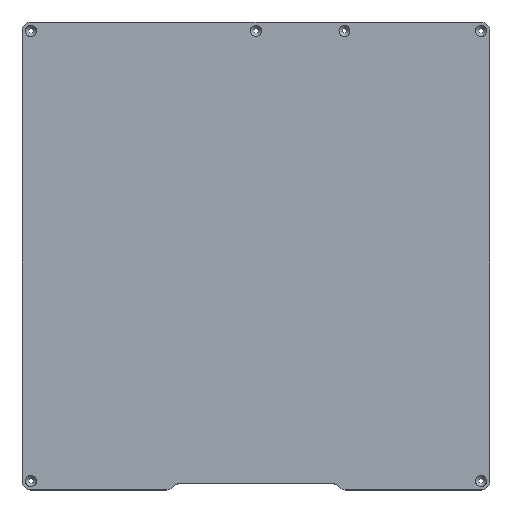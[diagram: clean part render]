
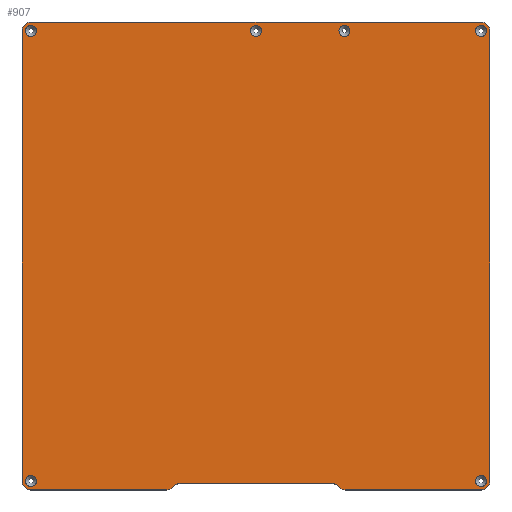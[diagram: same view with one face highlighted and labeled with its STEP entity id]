
A CAD part, top view. The second image highlights one B-rep face of the part: STEP entity #907.
In plain terms, the highlighted planar face has unit normal (0, 0, 1).
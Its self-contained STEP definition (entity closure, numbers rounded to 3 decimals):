
#21=FACE_BOUND('',#212,.T.);
#22=FACE_BOUND('',#213,.T.);
#23=FACE_BOUND('',#214,.T.);
#24=FACE_BOUND('',#215,.T.);
#25=FACE_BOUND('',#216,.T.);
#26=FACE_BOUND('',#217,.T.);
#67=CIRCLE('',#991,9.5);
#68=CIRCLE('',#993,10.5);
#69=CIRCLE('',#996,10.5);
#70=CIRCLE('',#998,9.5);
#72=CIRCLE('',#1002,9.5);
#74=CIRCLE('',#1006,9.5);
#76=CIRCLE('',#1010,9.5);
#78=CIRCLE('',#1014,9.5);
#79=CIRCLE('',#1016,6.25);
#80=CIRCLE('',#1017,6.25);
#81=CIRCLE('',#1018,6.25);
#82=CIRCLE('',#1019,6.25);
#83=CIRCLE('',#1020,6.25);
#84=CIRCLE('',#1021,6.25);
#149=FACE_OUTER_BOUND('',#211,.T.);
#211=EDGE_LOOP('',(#755,#756,#757,#758,#759,#760,#761,#762,#763,#764,#765,
#766,#767,#768));
#212=EDGE_LOOP('',(#769));
#213=EDGE_LOOP('',(#770));
#214=EDGE_LOOP('',(#771));
#215=EDGE_LOOP('',(#772));
#216=EDGE_LOOP('',(#773));
#217=EDGE_LOOP('',(#774));
#275=LINE('',#1471,#353);
#280=LINE('',#1484,#358);
#284=LINE('',#1496,#362);
#287=LINE('',#1507,#365);
#291=LINE('',#1519,#369);
#295=LINE('',#1531,#373);
#353=VECTOR('',#1185,10.);
#358=VECTOR('',#1200,10.);
#362=VECTOR('',#1214,10.);
#365=VECTOR('',#1225,10.);
#369=VECTOR('',#1237,10.);
#373=VECTOR('',#1249,10.);
#435=VERTEX_POINT('',#1468);
#436=VERTEX_POINT('',#1470);
#437=VERTEX_POINT('',#1474);
#438=VERTEX_POINT('',#1478);
#439=VERTEX_POINT('',#1482);
#440=VERTEX_POINT('',#1486);
#441=VERTEX_POINT('',#1490);
#442=VERTEX_POINT('',#1494);
#444=VERTEX_POINT('',#1500);
#446=VERTEX_POINT('',#1505);
#448=VERTEX_POINT('',#1512);
#450=VERTEX_POINT('',#1517);
#452=VERTEX_POINT('',#1524);
#454=VERTEX_POINT('',#1529);
#455=VERTEX_POINT('',#1537);
#456=VERTEX_POINT('',#1539);
#457=VERTEX_POINT('',#1541);
#458=VERTEX_POINT('',#1543);
#459=VERTEX_POINT('',#1545);
#460=VERTEX_POINT('',#1547);
#531=EDGE_CURVE('',#435,#436,#275,.T.);
#534=EDGE_CURVE('',#437,#435,#67,.T.);
#536=EDGE_CURVE('',#438,#437,#68,.T.);
#538=EDGE_CURVE('',#439,#438,#280,.T.);
#540=EDGE_CURVE('',#440,#439,#69,.T.);
#542=EDGE_CURVE('',#441,#440,#70,.T.);
#544=EDGE_CURVE('',#442,#441,#284,.T.);
#547=EDGE_CURVE('',#444,#442,#72,.T.);
#549=EDGE_CURVE('',#446,#444,#287,.T.);
#553=EDGE_CURVE('',#448,#446,#74,.T.);
#555=EDGE_CURVE('',#450,#448,#291,.T.);
#559=EDGE_CURVE('',#452,#450,#76,.T.);
#561=EDGE_CURVE('',#454,#452,#295,.T.);
#564=EDGE_CURVE('',#436,#454,#78,.T.);
#565=EDGE_CURVE('',#455,#455,#79,.T.);
#566=EDGE_CURVE('',#456,#456,#80,.T.);
#567=EDGE_CURVE('',#457,#457,#81,.T.);
#568=EDGE_CURVE('',#458,#458,#82,.T.);
#569=EDGE_CURVE('',#459,#459,#83,.T.);
#570=EDGE_CURVE('',#460,#460,#84,.T.);
#755=ORIENTED_EDGE('',*,*,#531,.F.);
#756=ORIENTED_EDGE('',*,*,#534,.F.);
#757=ORIENTED_EDGE('',*,*,#536,.F.);
#758=ORIENTED_EDGE('',*,*,#538,.F.);
#759=ORIENTED_EDGE('',*,*,#540,.F.);
#760=ORIENTED_EDGE('',*,*,#542,.F.);
#761=ORIENTED_EDGE('',*,*,#544,.F.);
#762=ORIENTED_EDGE('',*,*,#547,.F.);
#763=ORIENTED_EDGE('',*,*,#549,.F.);
#764=ORIENTED_EDGE('',*,*,#553,.F.);
#765=ORIENTED_EDGE('',*,*,#555,.F.);
#766=ORIENTED_EDGE('',*,*,#559,.F.);
#767=ORIENTED_EDGE('',*,*,#561,.F.);
#768=ORIENTED_EDGE('',*,*,#564,.F.);
#769=ORIENTED_EDGE('',*,*,#565,.T.);
#770=ORIENTED_EDGE('',*,*,#566,.T.);
#771=ORIENTED_EDGE('',*,*,#567,.T.);
#772=ORIENTED_EDGE('',*,*,#568,.T.);
#773=ORIENTED_EDGE('',*,*,#569,.T.);
#774=ORIENTED_EDGE('',*,*,#570,.T.);
#867=PLANE('',#1015);
#907=ADVANCED_FACE('',(#149,#21,#22,#23,#24,#25,#26),#867,.T.);
#991=AXIS2_PLACEMENT_3D('',#1476,#1190,#1191);
#993=AXIS2_PLACEMENT_3D('',#1480,#1195,#1196);
#996=AXIS2_PLACEMENT_3D('',#1488,#1204,#1205);
#998=AXIS2_PLACEMENT_3D('',#1492,#1209,#1210);
#1002=AXIS2_PLACEMENT_3D('',#1502,#1220,#1221);
#1006=AXIS2_PLACEMENT_3D('',#1514,#1232,#1233);
#1010=AXIS2_PLACEMENT_3D('',#1526,#1244,#1245);
#1014=AXIS2_PLACEMENT_3D('',#1535,#1255,#1256);
#1015=AXIS2_PLACEMENT_3D('',#1536,#1257,#1258);
#1016=AXIS2_PLACEMENT_3D('',#1538,#1259,#1260);
#1017=AXIS2_PLACEMENT_3D('',#1540,#1261,#1262);
#1018=AXIS2_PLACEMENT_3D('',#1542,#1263,#1264);
#1019=AXIS2_PLACEMENT_3D('',#1544,#1265,#1266);
#1020=AXIS2_PLACEMENT_3D('',#1546,#1267,#1268);
#1021=AXIS2_PLACEMENT_3D('',#1548,#1269,#1270);
#1185=DIRECTION('',(-1.,0.,0.));
#1190=DIRECTION('center_axis',(0.,0.,-1.));
#1191=DIRECTION('ref_axis',(0.418,-0.908,0.));
#1195=DIRECTION('center_axis',(0.,0.,1.));
#1196=DIRECTION('ref_axis',(-0.954,0.3,0.));
#1200=DIRECTION('',(-1.,0.,0.));
#1204=DIRECTION('center_axis',(0.,0.,1.));
#1205=DIRECTION('ref_axis',(0.954,0.3,0.));
#1209=DIRECTION('center_axis',(0.,0.,-1.));
#1210=DIRECTION('ref_axis',(-0.418,-0.908,0.));
#1214=DIRECTION('',(-1.,0.,0.));
#1220=DIRECTION('center_axis',(0.,0.,-1.));
#1221=DIRECTION('ref_axis',(0.707,-0.707,0.));
#1225=DIRECTION('',(0.,-1.,0.));
#1232=DIRECTION('center_axis',(0.,0.,-1.));
#1233=DIRECTION('ref_axis',(0.707,0.707,0.));
#1237=DIRECTION('',(1.,0.,0.));
#1244=DIRECTION('center_axis',(0.,0.,-1.));
#1245=DIRECTION('ref_axis',(-0.707,0.707,0.));
#1249=DIRECTION('',(0.,1.,0.));
#1255=DIRECTION('center_axis',(0.,0.,-1.));
#1256=DIRECTION('ref_axis',(-0.707,-0.707,0.));
#1257=DIRECTION('center_axis',(0.,0.,1.));
#1258=DIRECTION('ref_axis',(1.,0.,0.));
#1259=DIRECTION('center_axis',(0.,0.,-1.));
#1260=DIRECTION('ref_axis',(1.,0.,0.));
#1261=DIRECTION('center_axis',(0.,0.,-1.));
#1262=DIRECTION('ref_axis',(1.,0.,0.));
#1263=DIRECTION('center_axis',(0.,0.,-1.));
#1264=DIRECTION('ref_axis',(1.,0.,0.));
#1265=DIRECTION('center_axis',(0.,0.,-1.));
#1266=DIRECTION('ref_axis',(1.,0.,0.));
#1267=DIRECTION('center_axis',(0.,0.,-1.));
#1268=DIRECTION('ref_axis',(1.,0.,0.));
#1269=DIRECTION('center_axis',(0.,0.,-1.));
#1270=DIRECTION('ref_axis',(1.,0.,0.));
#1468=CARTESIAN_POINT('',(-100.659,-264.,0.));
#1470=CARTESIAN_POINT('',(-254.5,-264.,0.));
#1471=CARTESIAN_POINT('',(-47.5,-264.,0.));
#1474=CARTESIAN_POINT('',(-93.44,-260.675,0.));
#1476=CARTESIAN_POINT('Origin',(-100.659,-254.5,0.));
#1478=CARTESIAN_POINT('',(-85.461,-257.,0.));
#1480=CARTESIAN_POINT('Origin',(-85.461,-267.5,0.));
#1482=CARTESIAN_POINT('',(85.461,-257.,0.));
#1484=CARTESIAN_POINT('',(47.5,-257.,0.));
#1486=CARTESIAN_POINT('',(93.44,-260.675,0.));
#1488=CARTESIAN_POINT('Origin',(85.461,-267.5,0.));
#1490=CARTESIAN_POINT('',(100.659,-264.,0.));
#1492=CARTESIAN_POINT('Origin',(100.659,-254.5,0.));
#1494=CARTESIAN_POINT('',(254.5,-264.,0.));
#1496=CARTESIAN_POINT('',(132.25,-264.,0.));
#1500=CARTESIAN_POINT('',(264.,-254.5,0.));
#1502=CARTESIAN_POINT('Origin',(254.5,-254.5,0.));
#1505=CARTESIAN_POINT('',(264.,254.5,0.));
#1507=CARTESIAN_POINT('',(264.,132.25,0.));
#1512=CARTESIAN_POINT('',(254.5,264.,0.));
#1514=CARTESIAN_POINT('Origin',(254.5,254.5,0.));
#1517=CARTESIAN_POINT('',(-254.5,264.,0.));
#1519=CARTESIAN_POINT('',(-132.25,264.,0.));
#1524=CARTESIAN_POINT('',(-264.,254.5,0.));
#1526=CARTESIAN_POINT('Origin',(-254.5,254.5,0.));
#1529=CARTESIAN_POINT('',(-264.,-254.5,0.));
#1531=CARTESIAN_POINT('',(-264.,-132.25,0.));
#1535=CARTESIAN_POINT('Origin',(-254.5,-254.5,0.));
#1536=CARTESIAN_POINT('Origin',(0.,0.,0.));
#1537=CARTESIAN_POINT('',(248.25,-254.5,0.));
#1538=CARTESIAN_POINT('Origin',(254.5,-254.5,0.));
#1539=CARTESIAN_POINT('',(248.25,254.5,0.));
#1540=CARTESIAN_POINT('Origin',(254.5,254.5,0.));
#1541=CARTESIAN_POINT('',(-6.25,254.5,0.));
#1542=CARTESIAN_POINT('Origin',(0.,254.5,0.));
#1543=CARTESIAN_POINT('',(-260.75,254.5,0.));
#1544=CARTESIAN_POINT('Origin',(-254.5,254.5,0.));
#1545=CARTESIAN_POINT('',(93.75,254.5,0.));
#1546=CARTESIAN_POINT('Origin',(100.,254.5,0.));
#1547=CARTESIAN_POINT('',(-260.75,-254.5,0.));
#1548=CARTESIAN_POINT('Origin',(-254.5,-254.5,0.));
